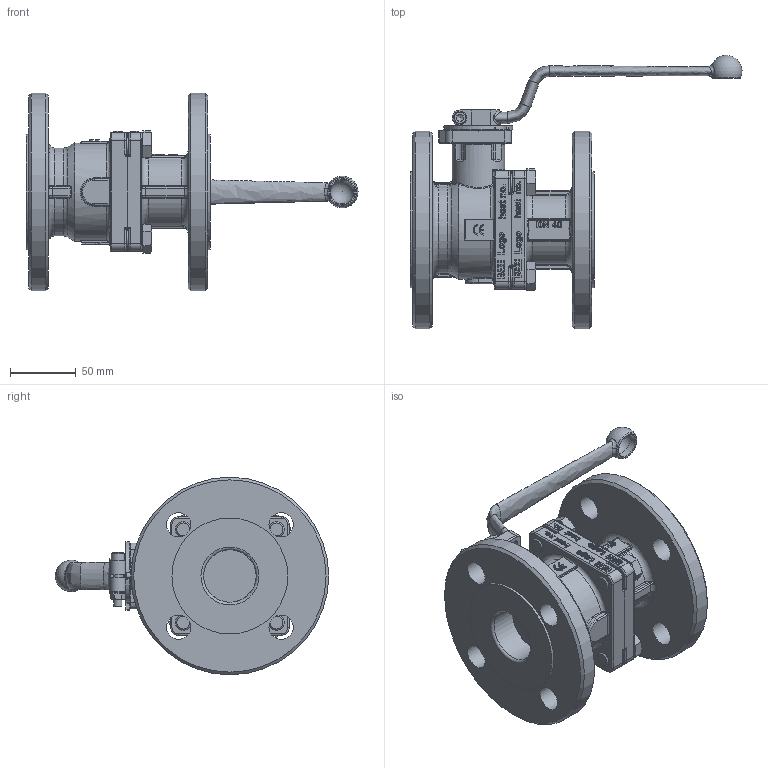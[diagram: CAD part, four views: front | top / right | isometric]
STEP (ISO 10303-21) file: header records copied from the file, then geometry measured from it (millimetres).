
FILE_DESCRIPTION(/* description */ (''),/* implementation_level */ '2;1');
FILE_NAME(/* name */ '71M_71MS_PN16_R27_40.stp',/* time_stamp */ '2021-06-16T09:54:26+02:00',/* author */ ('sga-ext'),/* organization */ (''),/* preprocessor_version */ 'ST-DEVELOPER v18.1',/* originating_system */ 'Autodesk Inventor 2021',/* authorisation */ '');
FILE_SCHEMA (('AUTOMOTIVE_DESIGN { 1 0 10303 214 3 1 1 }'));
Products named in the file (1): ENG-069063
Bounding box: 252 x 207.53 x 150 mm (x, y, z)
Volume: 997118.3 mm3; surface area: 160323.7 mm2
Topology: 1 solids, 2 shells, 1477 faces, 3860 edges, 2426 vertices
Faces by surface type: plane 640, bspline 436, cylinder 240, torus 90, cone 63, sphere 8
Full cylindrical faces by diameter (mm): 4 x2, 5 x1, 6 x2, 6.5 x2, 7 x4, 10 x1, 11.053 x4, 12 x4, 13 x4, 17.2 x4, 18 x1, 18.5 x8, 20 x1, 20.3 x1, 34.376 x1, 34.38 x1, 36 x1, 40 x3, 88 x2, 150 x2
Entity records: 53850 total; most frequent: CARTESIAN_POINT 18923, ORIENTED_EDGE 7642, DIRECTION 5672, EDGE_CURVE 3821, VERTEX_POINT 2424, LINE 1946, VECTOR 1946, AXIS2_PLACEMENT_3D 1863
